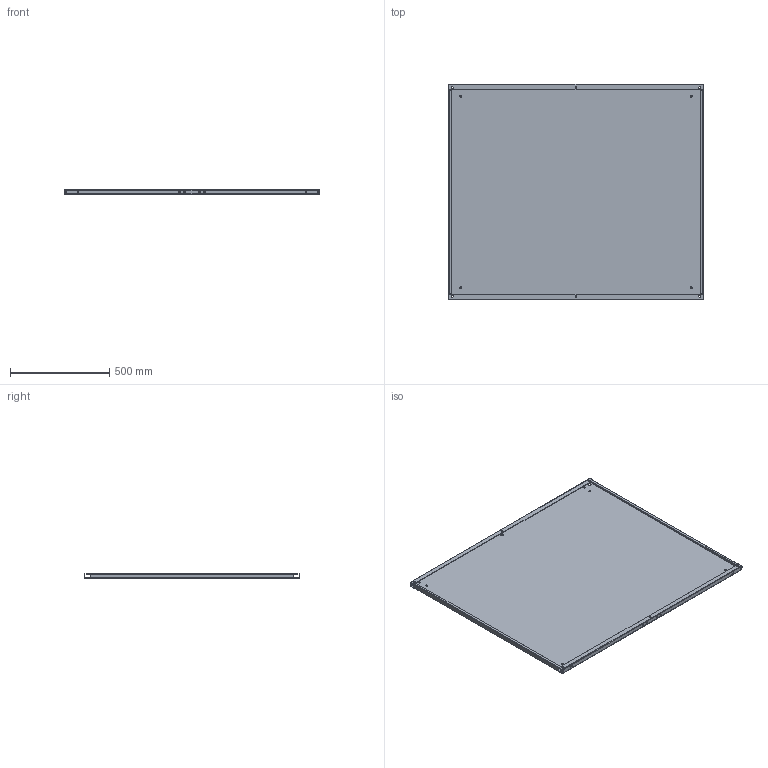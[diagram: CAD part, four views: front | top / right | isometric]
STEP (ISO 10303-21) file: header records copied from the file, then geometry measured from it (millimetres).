
FILE_DESCRIPTION (( 'STEP AP203' ), '1' );
FILE_NAME ('QB07C043.step', '2011-02-17T14:50:43', ( 'User' ), ( 'DKC' ), 'SwSTEP 2.0', 'SolidWorks 2010', '' );
FILE_SCHEMA (( 'CONFIG_CONTROL_DESIGN' ));
Length unit declared in the file: millimetre
Products named in the file (1): QB07C043
Bounding box: 1283.02 x 1086 x 25 mm (x, y, z)
Volume: 4695502.7 mm3; surface area: 3148955.3 mm2
Topology: 1 solids, 1 shells, 178 faces, 468 edges, 292 vertices
Faces by surface type: plane 106, cylinder 72
Entity records: 5661 total; most frequent: DIRECTION 974, CARTESIAN_POINT 939, ORIENTED_EDGE 936, EDGE_CURVE 468, AXIS2_PLACEMENT_3D 327, VECTOR 320, LINE 320, VERTEX_POINT 292
